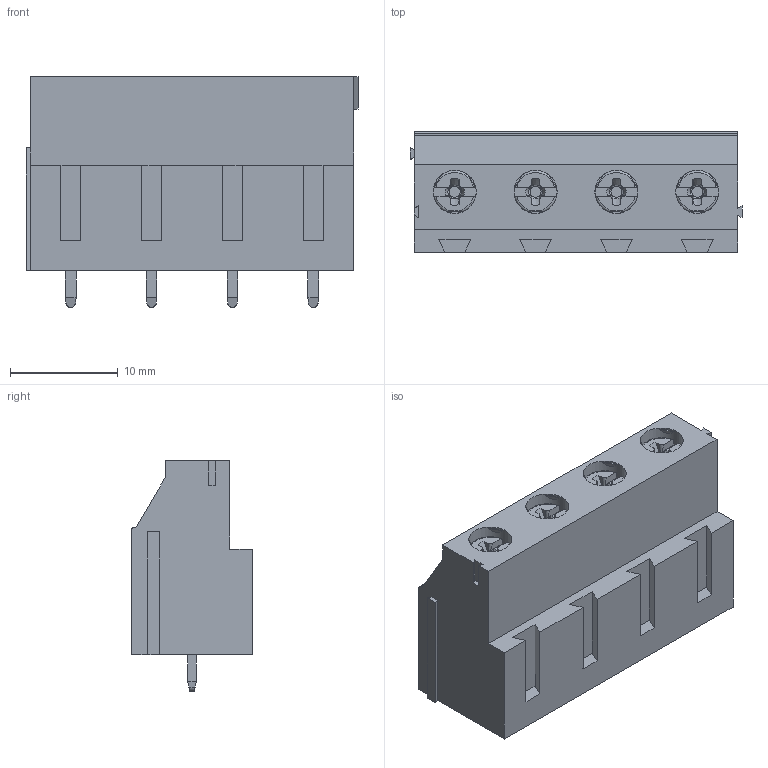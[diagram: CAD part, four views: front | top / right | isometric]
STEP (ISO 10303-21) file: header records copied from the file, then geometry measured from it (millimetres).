
FILE_DESCRIPTION(/* description */ ('Unknown'),/* implementation_level */ '2;1');
FILE_NAME(/* name */ 'MB420-750MA04-20230410',/* time_stamp */ '2023-04-10T09:27:45+08:00',/* author */ ('Unknown'),/* organization */ ('Unknown'),/* preprocessor_version */ 'ST-DEVELOPER v16.7',/* originating_system */ 'DEX',/* authorisation */ $);
FILE_SCHEMA (('AUTOMOTIVE_DESIGN {1 0 10303 214 3 1 1}'));
Length unit declared in the file: millimetre
Products named in the file (1): MB420-750MA04-20090729
Bounding box: 30.8 x 11.2 x 21.4 mm (x, y, z)
Volume: 4930.4 mm3; surface area: 2500.5 mm2
Topology: 1 solids, 1 shells, 248 faces, 638 edges, 420 vertices
Faces by surface type: plane 191, cone 20, bspline 16, cylinder 13, torus 8
Full cylindrical faces by diameter (mm): 3.98 x4, 4 x4
Entity records: 8374 total; most frequent: CARTESIAN_POINT 2527, ORIENTED_EDGE 1236, DIRECTION 1126, EDGE_CURVE 618, VERTEX_POINT 412, AXIS2_PLACEMENT_3D 379, LINE 368, VECTOR 368
